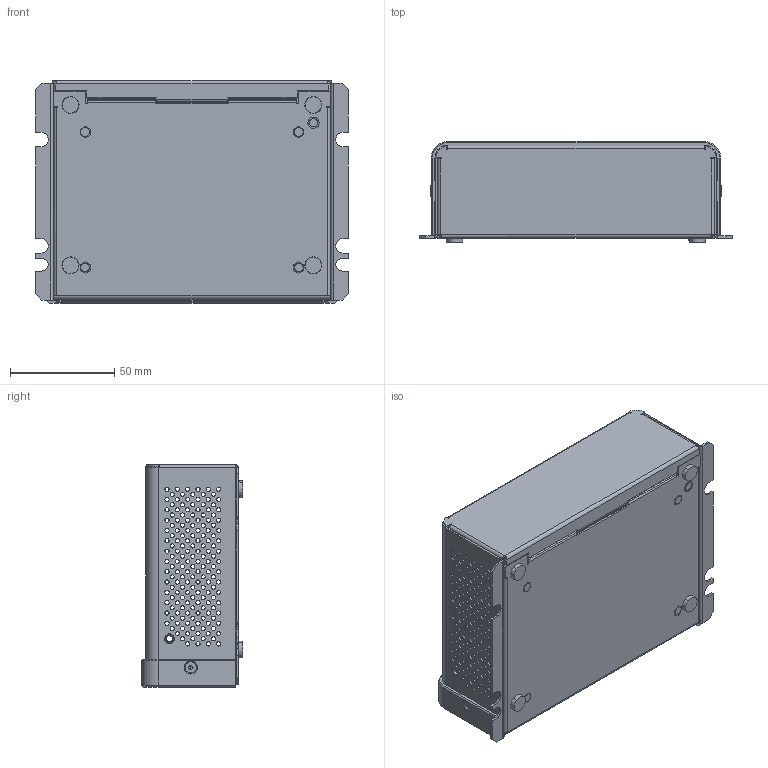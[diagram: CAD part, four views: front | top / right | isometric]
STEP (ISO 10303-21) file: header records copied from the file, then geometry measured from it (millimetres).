
FILE_DESCRIPTION (( 'STEP AP203' ), '1' );
FILE_NAME ('EC1U.STEP', '2021-02-03T07:11:02', ( '' ), ( '' ), 'SwSTEP 2.0', 'SolidWorks 2019', '' );
FILE_SCHEMA (( 'CONFIG_CONTROL_DESIGN' ));
Length unit declared in the file: inch
Products named in the file (1): EC1U
Bounding box: 150 x 48.5 x 106.7 mm (x, y, z)
Surface area: 108573.4 mm2 (no closed solid volume)
Topology: 0 solids, 39 shells, 984 faces, 3069 edges, 2093 vertices
Faces by surface type: cylinder 744, plane 202, cone 36, bspline 2
Entity records: 36368 total; most frequent: DIRECTION 6703, CARTESIAN_POINT 6269, ORIENTED_EDGE 5656, EDGE_CURVE 3065, AXIS2_PLACEMENT_3D 2659, VERTEX_POINT 2093, EDGE_LOOP 1692, CIRCLE 1676
